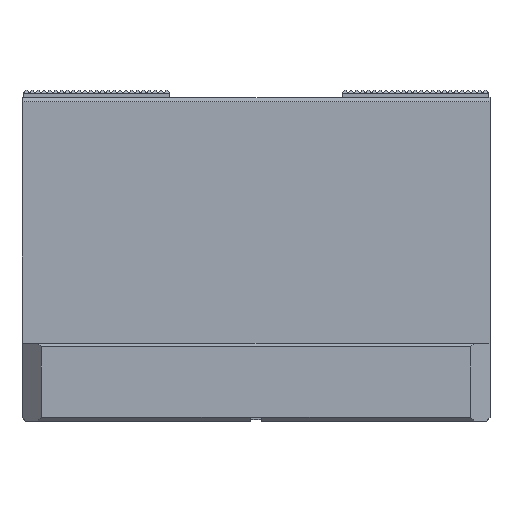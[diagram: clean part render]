
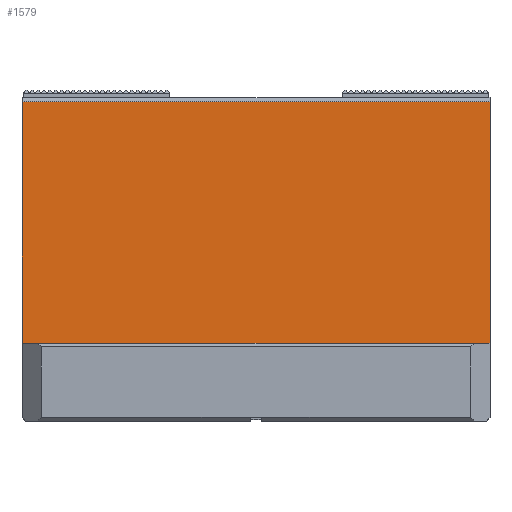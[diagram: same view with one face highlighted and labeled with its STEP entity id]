
A CAD part, top view. The second image highlights one B-rep face of the part: STEP entity #1579.
In plain terms, the highlighted planar face has unit normal (0, 0, 1).
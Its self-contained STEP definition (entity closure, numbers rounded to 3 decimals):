
#903 = EDGE_LOOP ( 'NONE', ( #1636, #1637, #1639, #1640 ) ) ;
#1452 = VERTEX_POINT ( 'NONE', #5580 ) ;
#1454 = EDGE_CURVE ( 'NONE', #1452, #1455, #5579, .T. ) ;
#1455 = VERTEX_POINT ( 'NONE', #5575 ) ;
#1482 = VERTEX_POINT ( 'NONE', #5591 ) ;
#1484 = EDGE_CURVE ( 'NONE', #1485, #1482, #5590, .T. ) ;
#1485 = VERTEX_POINT ( 'NONE', #5586 ) ;
#1579 = ADVANCED_FACE ( 'NONE', ( #5718 ), #5714, .F. ) ;
#1636 = ORIENTED_EDGE ( 'NONE', *, *, #1484, .T. ) ;
#1637 = ORIENTED_EDGE ( 'NONE', *, *, #1638, .T. ) ;
#1638 = EDGE_CURVE ( 'NONE', #1482, #1455, #5811, .T. ) ;
#1639 = ORIENTED_EDGE ( 'NONE', *, *, #1454, .F. ) ;
#1640 = ORIENTED_EDGE ( 'NONE', *, *, #1641, .T. ) ;
#1641 = EDGE_CURVE ( 'NONE', #1452, #1485, #5871, .T. ) ;
#4159 = DIRECTION ( 'NONE',  ( 0., 0., -1. ) ) ;
#4160 = CARTESIAN_POINT ( 'NONE',  ( -60.001, 83., 30. ) ) ;
#4937 = DIRECTION ( 'NONE',  ( 0., 1., 0. ) ) ;
#5575 = CARTESIAN_POINT ( 'NONE',  ( -60., 81.9, 30. ) ) ;
#5576 = DIRECTION ( 'NONE',  ( 0., 1., 0. ) ) ;
#5577 = VECTOR ( 'NONE', #5576, 1000. ) ;
#5578 = CARTESIAN_POINT ( 'NONE',  ( -60., 83., 30. ) ) ;
#5579 = LINE ( 'NONE', #5578, #5577 ) ;
#5580 = CARTESIAN_POINT ( 'NONE',  ( -60., 20., 30. ) ) ;
#5586 = CARTESIAN_POINT ( 'NONE',  ( 60., 20., 30. ) ) ;
#5587 = DIRECTION ( 'NONE',  ( 0., 1., 0. ) ) ;
#5588 = VECTOR ( 'NONE', #5587, 1000. ) ;
#5589 = CARTESIAN_POINT ( 'NONE',  ( 60., 83., 30. ) ) ;
#5590 = LINE ( 'NONE', #5589, #5588 ) ;
#5591 = CARTESIAN_POINT ( 'NONE',  ( 60., 81.9, 30. ) ) ;
#5714 = PLANE ( 'NONE',  #5717 ) ;
#5717 = AXIS2_PLACEMENT_3D ( 'NONE', #4160, #4159, #4937 ) ;
#5718 = FACE_OUTER_BOUND ( 'NONE', #903, .T. ) ;
#5808 = DIRECTION ( 'NONE',  ( -1., 0., 0. ) ) ;
#5809 = VECTOR ( 'NONE', #5808, 1000. ) ;
#5810 = CARTESIAN_POINT ( 'NONE',  ( -18., 81.9, 30. ) ) ;
#5811 = LINE ( 'NONE', #5810, #5809 ) ;
#5868 = DIRECTION ( 'NONE',  ( 1., 0., 0. ) ) ;
#5869 = VECTOR ( 'NONE', #5868, 1000. ) ;
#5870 = CARTESIAN_POINT ( 'NONE',  ( -60.001, 20., 30. ) ) ;
#5871 = LINE ( 'NONE', #5870, #5869 ) ;
